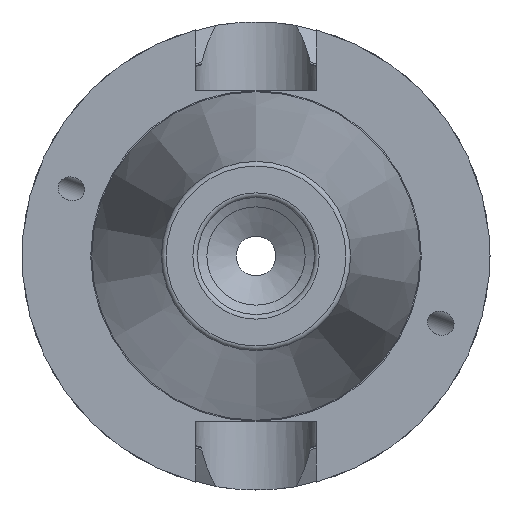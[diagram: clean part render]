
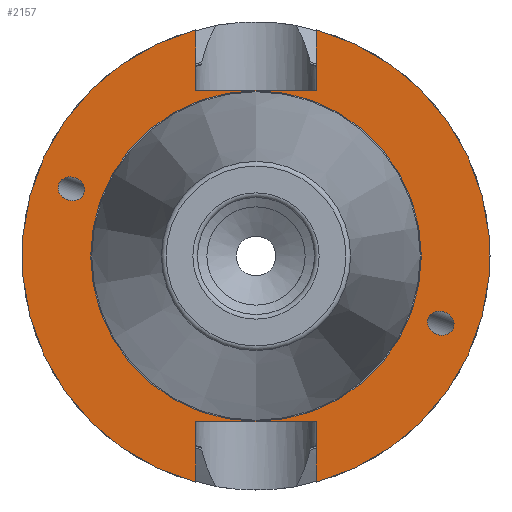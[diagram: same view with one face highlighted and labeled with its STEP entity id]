
A CAD part, left-side view. The second image highlights one B-rep face of the part: STEP entity #2157.
In plain terms, the highlighted planar face has unit normal (-1, 0, 0).
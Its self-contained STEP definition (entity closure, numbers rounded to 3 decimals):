
#1327=CARTESIAN_POINT('',(3.,-36.754,-13.378));
#1328=VERTEX_POINT('',#1327);
#1329=CARTESIAN_POINT('',(3.,-39.467,-14.365));
#1330=DIRECTION('',(1.0,0.,0.));
#1331=DIRECTION('',(0.,-0.94,-0.342));
#1332=AXIS2_PLACEMENT_3D('',#1329,#1330,#1331);
#1333=ELLIPSE('',#1332,2.887,2.5);
#1334=EDGE_CURVE('',#1328,#1328,#1333,.T.);
#1364=CARTESIAN_POINT('',(3.,36.754,13.378));
#1365=VERTEX_POINT('',#1364);
#1366=CARTESIAN_POINT('',(3.,39.467,14.365));
#1367=DIRECTION('',(1.0,0.,0.));
#1368=DIRECTION('',(0.,0.94,0.342));
#1369=AXIS2_PLACEMENT_3D('',#1366,#1367,#1368);
#1370=ELLIPSE('',#1369,2.887,2.5);
#1371=EDGE_CURVE('',#1365,#1365,#1370,.T.);
#1583=CARTESIAN_POINT('',(3.,12.85,-35.4));
#1584=VERTEX_POINT('',#1583);
#1591=CARTESIAN_POINT('',(3.,12.85,-48.321));
#1592=VERTEX_POINT('',#1591);
#1593=CARTESIAN_POINT('',(3.,12.85,-48.321));
#1594=DIRECTION('',(0.0,0.0,1.0));
#1595=VECTOR('',#1594,12.921);
#1596=LINE('',#1593,#1595);
#1597=EDGE_CURVE('',#1592,#1584,#1596,.T.);
#1830=CARTESIAN_POINT('',(3.,-12.85,-48.321));
#1831=VERTEX_POINT('',#1830);
#1838=CARTESIAN_POINT('',(3.,-12.85,-35.4));
#1839=VERTEX_POINT('',#1838);
#1840=CARTESIAN_POINT('',(3.,-12.85,-35.4));
#1841=DIRECTION('',(0.0,0.0,-1.0));
#1842=VECTOR('',#1841,12.921);
#1843=LINE('',#1840,#1842);
#1844=EDGE_CURVE('',#1839,#1831,#1843,.T.);
#1862=CARTESIAN_POINT('',(3.,12.85,-35.4));
#1863=DIRECTION('',(0.0,-1.0,0.0));
#1864=VECTOR('',#1863,25.7);
#1865=LINE('',#1862,#1864);
#1866=EDGE_CURVE('',#1584,#1839,#1865,.T.);
#2090=CARTESIAN_POINT('',(3.,0.0,42.681));
#2091=DIRECTION('',(-1.0,0.0,0.0));
#2092=DIRECTION('',(0.0,0.0,1.0));
#2093=AXIS2_PLACEMENT_3D('',#2090,#2091,#2092);
#2094=PLANE('',#2093);
#2095=ORIENTED_EDGE('',*,*,#1597,.T.);
#2096=ORIENTED_EDGE('',*,*,#1866,.T.);
#2097=ORIENTED_EDGE('',*,*,#1844,.T.);
#2098=CARTESIAN_POINT('',(3.,-12.85,48.321));
#2099=VERTEX_POINT('',#2098);
#2100=CARTESIAN_POINT('',(3.,0.0,0.0));
#2101=DIRECTION('',(-1.0,0.0,0.0));
#2102=DIRECTION('',(0.0,0.0,1.0));
#2103=AXIS2_PLACEMENT_3D('',#2100,#2101,#2102);
#2104=CIRCLE('',#2103,50.0);
#2105=EDGE_CURVE('',#1831,#2099,#2104,.T.);
#2106=ORIENTED_EDGE('',*,*,#2105,.T.);
#2107=CARTESIAN_POINT('',(3.,-12.85,35.4));
#2108=VERTEX_POINT('',#2107);
#2109=CARTESIAN_POINT('',(3.,-12.85,48.321));
#2110=DIRECTION('',(0.0,0.0,-1.0));
#2111=VECTOR('',#2110,12.921);
#2112=LINE('',#2109,#2111);
#2113=EDGE_CURVE('',#2099,#2108,#2112,.T.);
#2114=ORIENTED_EDGE('',*,*,#2113,.T.);
#2115=CARTESIAN_POINT('',(3.,12.85,35.4));
#2116=VERTEX_POINT('',#2115);
#2117=CARTESIAN_POINT('',(3.,-12.85,35.4));
#2118=DIRECTION('',(0.0,1.0,0.0));
#2119=VECTOR('',#2118,25.7);
#2120=LINE('',#2117,#2119);
#2121=EDGE_CURVE('',#2108,#2116,#2120,.T.);
#2122=ORIENTED_EDGE('',*,*,#2121,.T.);
#2123=CARTESIAN_POINT('',(3.,12.85,48.321));
#2124=VERTEX_POINT('',#2123);
#2125=CARTESIAN_POINT('',(3.,12.85,35.4));
#2126=DIRECTION('',(0.0,0.0,1.0));
#2127=VECTOR('',#2126,12.921);
#2128=LINE('',#2125,#2127);
#2129=EDGE_CURVE('',#2116,#2124,#2128,.T.);
#2130=ORIENTED_EDGE('',*,*,#2129,.T.);
#2131=CARTESIAN_POINT('',(3.,0.0,0.0));
#2132=DIRECTION('',(-1.0,0.0,0.0));
#2133=DIRECTION('',(0.0,0.0,1.0));
#2134=AXIS2_PLACEMENT_3D('',#2131,#2132,#2133);
#2135=CIRCLE('',#2134,50.0);
#2136=EDGE_CURVE('',#2124,#1592,#2135,.T.);
#2137=ORIENTED_EDGE('',*,*,#2136,.T.);
#2138=EDGE_LOOP('',(#2095,#2096,#2097,#2106,#2114,#2122,#2130,#2137));
#2139=FACE_OUTER_BOUND('',#2138,.T.);
#2140=ORIENTED_EDGE('',*,*,#1334,.T.);
#2141=EDGE_LOOP('',(#2140));
#2142=FACE_BOUND('',#2141,.T.);
#2143=ORIENTED_EDGE('',*,*,#1371,.T.);
#2144=EDGE_LOOP('',(#2143));
#2145=FACE_BOUND('',#2144,.T.);
#2146=CARTESIAN_POINT('',(3.,35.325,0.0));
#2147=VERTEX_POINT('',#2146);
#2148=CARTESIAN_POINT('',(3.,0.0,0.0));
#2149=DIRECTION('',(-1.0,0.0,0.0));
#2150=DIRECTION('',(0.0,1.0,0.0));
#2151=AXIS2_PLACEMENT_3D('',#2148,#2149,#2150);
#2152=CIRCLE('',#2151,35.325);
#2153=EDGE_CURVE('',#2147,#2147,#2152,.T.);
#2154=ORIENTED_EDGE('',*,*,#2153,.F.);
#2155=EDGE_LOOP('',(#2154));
#2156=FACE_BOUND('',#2155,.T.);
#2157=ADVANCED_FACE('',(#2139,#2142,#2145,#2156),#2094,.T.);
